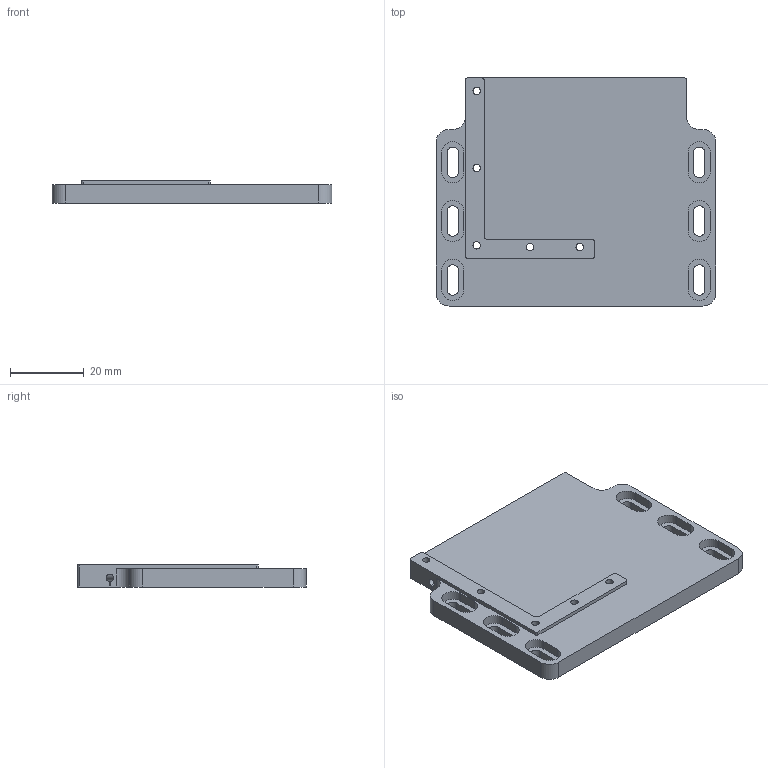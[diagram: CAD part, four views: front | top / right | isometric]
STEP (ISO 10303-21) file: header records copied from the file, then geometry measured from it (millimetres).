
FILE_DESCRIPTION(/* description */ ('STEP AP242','CAx-IF Rec.Pracs.---Representation and Presentation of Product Manufacturing Information (PMI)---4.0---2014-10-13','CAx-IF Rec.Pracs.---3D Tessellated Geometry---0.4---2014-09-14','2;1'),/* implementation_level */ '2;1');
FILE_NAME(/* name */ '62badd045f154a572b5eb1ad',/* time_stamp */ '2022-06-28T10:50:45+00:00',/* author */ (''),/* organization */ (''),/* preprocessor_version */ 'ST-DEVELOPER v18.102',/* originating_system */ ' ',/* authorisation */ ' ');
FILE_SCHEMA (('AP242_MANAGED_MODEL_BASED_3D_ENGINEERING_MIM_LF { 1 0 10303 442 1 1 4 }'));
Length unit declared in the file: metre
Products named in the file (1): Kupferboden_final_li:1
Bounding box: 76 x 62 x 6 mm (x, y, z)
Volume: 21397.7 mm3; surface area: 11233 mm2
Topology: 1 solids, 1 shells, 92 faces, 256 edges, 171 vertices
Faces by surface type: plane 48, cylinder 43, cone 1
Full cylindrical faces by diameter (mm): 2.013 x5
Entity records: 3001 total; most frequent: CARTESIAN_POINT 524, DIRECTION 516, ORIENTED_EDGE 496, EDGE_CURVE 248, AXIS2_PLACEMENT_3D 179, VERTEX_POINT 170, LINE 158, VECTOR 158
